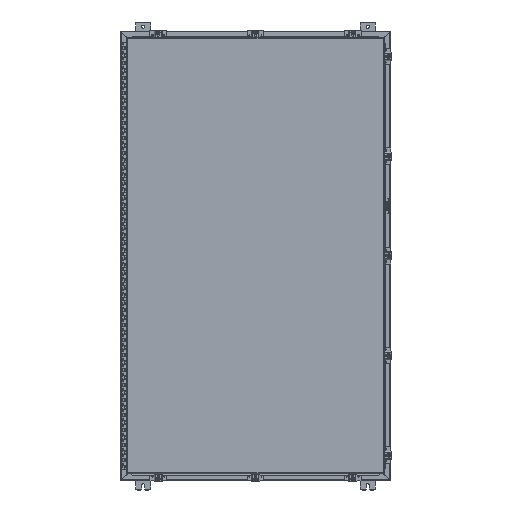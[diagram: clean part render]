
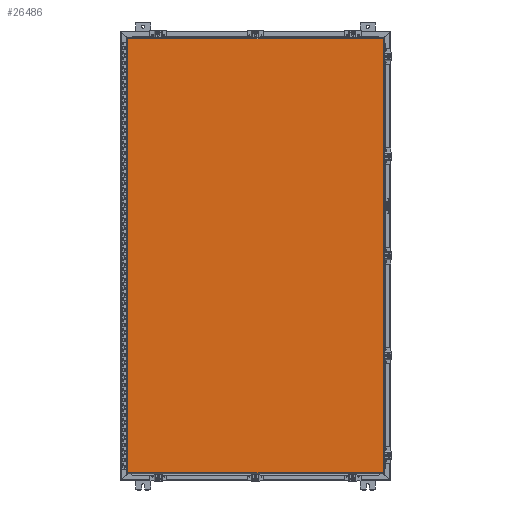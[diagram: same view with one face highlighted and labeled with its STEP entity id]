
A CAD part, top view. The second image highlights one B-rep face of the part: STEP entity #26486.
In plain terms, the highlighted face is planar.
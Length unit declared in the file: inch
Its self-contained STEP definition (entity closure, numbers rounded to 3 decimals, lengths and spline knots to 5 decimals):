
#1905=PLANE('',#28269);
#2959=FACE_OUTER_BOUND('',#4344,.T.);
#4344=EDGE_LOOP('',(#19685,#19686,#19687,#19688));
#5955=LINE('',#39716,#8712);
#5961=LINE('',#39837,#8718);
#5971=LINE('',#39990,#8728);
#5974=LINE('',#40023,#8731);
#8712=VECTOR('',#31459,0.3937);
#8718=VECTOR('',#31473,0.3937);
#8728=VECTOR('',#31495,0.3937);
#8731=VECTOR('',#31504,0.3937);
#12344=VERTEX_POINT('',#39707);
#12345=VERTEX_POINT('',#39715);
#12348=VERTEX_POINT('',#39785);
#12349=VERTEX_POINT('',#39829);
#15125=EDGE_CURVE('',#12345,#12344,#5955,.T.);
#15138=EDGE_CURVE('',#12348,#12349,#5961,.T.);
#15155=EDGE_CURVE('',#12344,#12348,#5971,.T.);
#15159=EDGE_CURVE('',#12349,#12345,#5974,.T.);
#19685=ORIENTED_EDGE('',*,*,#15155,.T.);
#19686=ORIENTED_EDGE('',*,*,#15138,.T.);
#19687=ORIENTED_EDGE('',*,*,#15159,.T.);
#19688=ORIENTED_EDGE('',*,*,#15125,.T.);
#26486=ADVANCED_FACE('',(#2959),#1905,.F.);
#28269=AXIS2_PLACEMENT_3D('',#40103,#31518,#31519);
#31459=DIRECTION('',(-1.,0.,0.));
#31473=DIRECTION('',(1.,0.,0.));
#31495=DIRECTION('',(0.,1.,0.));
#31504=DIRECTION('',(0.,-1.,0.));
#31518=DIRECTION('center_axis',(0.,0.,1.));
#31519=DIRECTION('ref_axis',(1.,0.,0.));
#39707=CARTESIAN_POINT('',(-17.08225,-28.9885,0.));
#39715=CARTESIAN_POINT('',(17.08225,-28.9885,0.));
#39716=CARTESIAN_POINT('',(8.54113,-28.9885,0.));
#39785=CARTESIAN_POINT('',(-17.08225,28.9885,0.));
#39829=CARTESIAN_POINT('',(17.08225,28.9885,0.));
#39837=CARTESIAN_POINT('',(-8.59375,28.9885,0.));
#39990=CARTESIAN_POINT('',(-17.08225,-14.49425,0.));
#40023=CARTESIAN_POINT('',(17.08225,14.49425,0.));
#40103=CARTESIAN_POINT('Origin',(0.,0.,
0.));
